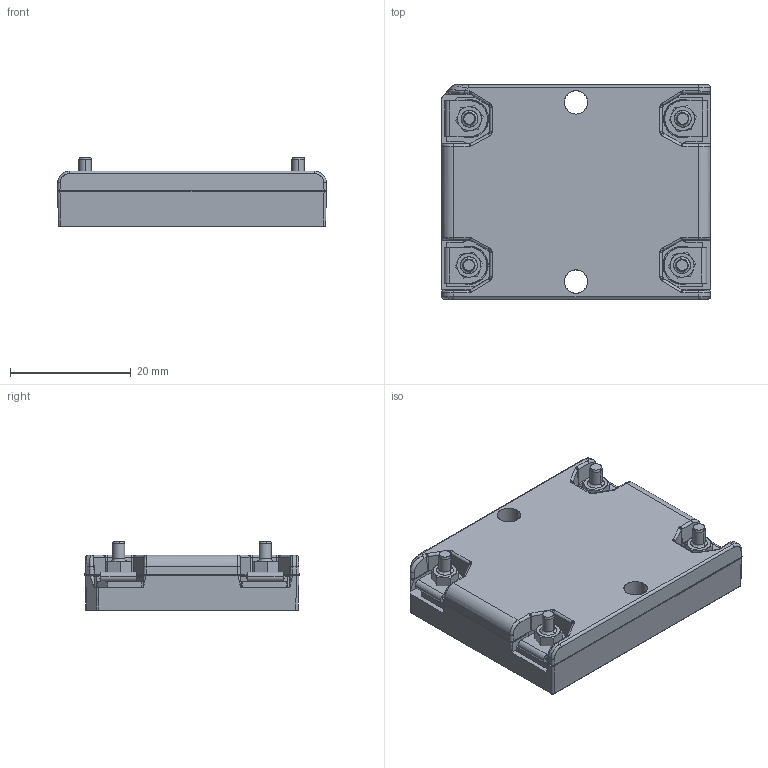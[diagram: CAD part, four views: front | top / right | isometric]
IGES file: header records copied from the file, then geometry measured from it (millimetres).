
Start section: SolidWorks IGES file using analytic representation for surfaces
Global section: file name: 1714 VIA_shortpin_AIM.IGS; native system: SolidWorks 2017; preprocessor: SolidWorks 2017; author: chliu; date: 210112.104634; units: millimetre
Bounding box: 44.6 x 35.5 x 11.52 mm (x, y, z)
Surface area: 11712.5 mm2 (no closed solid volume)
Topology: 0 solids, 0 shells, 1230 faces, 11949 edges, 11935 vertices
Faces by surface type: revolution 735, bspline 495
